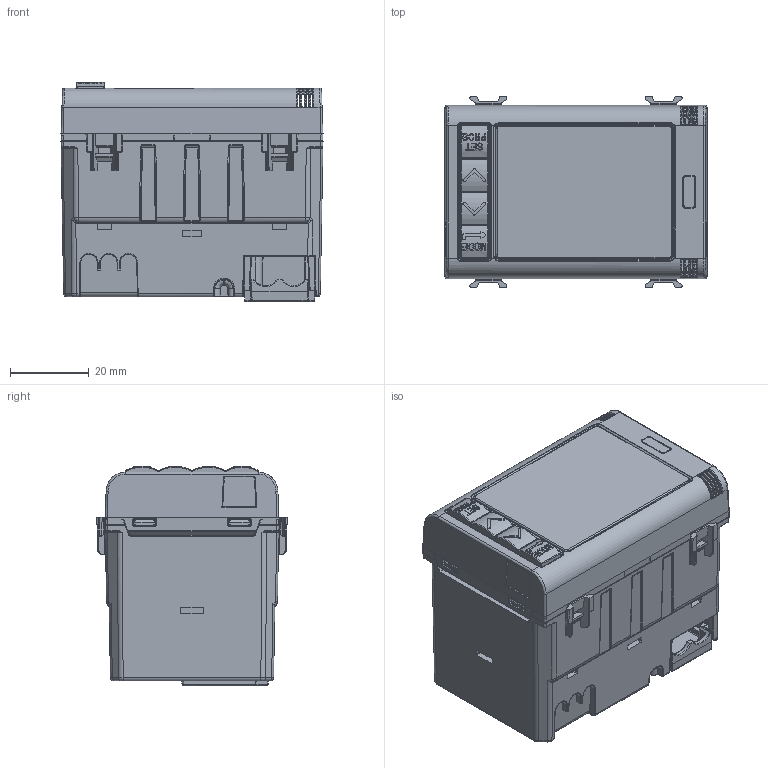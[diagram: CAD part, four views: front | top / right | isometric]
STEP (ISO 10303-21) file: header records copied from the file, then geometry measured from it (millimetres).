
FILE_DESCRIPTION(('CATIA V5 STEP Exchange','CAx-IF Rec.Pracs.--- Model Styling and Organization---1.4--- 2014-01-23'),'2;1');
FILE_NAME('GW10794H.stp','2024-02-13T13:16:33+00:00',('none'),('none'),'CATIA Version 5-6 Release 2019 SP6','CATIA V5 STEP AP214 v1','none');
FILE_SCHEMA(('AUTOMOTIVE_DESIGN { 1 0 10303 214 1 1 1 1 }'));
Products named in the file (1): GW10794H
Bounding box: 66.4 x 48.25 x 55.74 mm (x, y, z)
Volume: 111597.8 mm3; surface area: 38233.4 mm2
Topology: 3 solids, 9 shells, 3452 faces, 8961 edges, 5322 vertices
Faces by surface type: plane 1438, cylinder 1186, bspline 587, sphere 173, torus 52, cone 16
Entity records: 157297 total; most frequent: CARTESIAN_POINT 83701, ORIENTED_EDGE 17512, DIRECTION 9326, EDGE_CURVE 8756, VERTEX_POINT 5322, B_SPLINE_CURVE_WITH_KNOTS 4120, VECTOR 3578, LINE 3578
